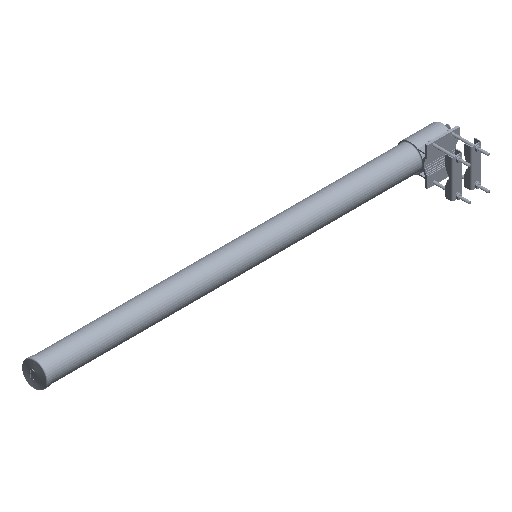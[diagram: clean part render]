
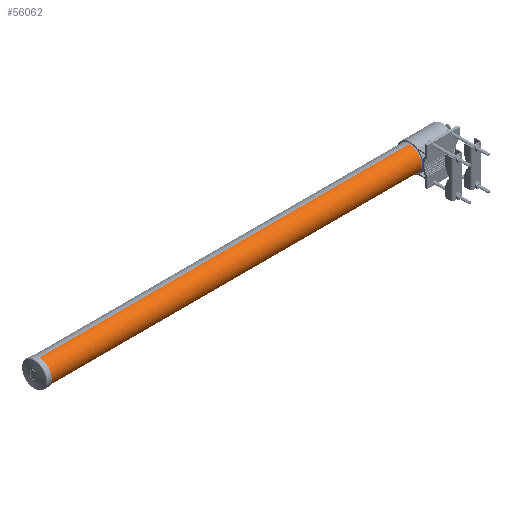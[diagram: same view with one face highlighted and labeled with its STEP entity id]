
A CAD part, isometric view. The second image highlights one B-rep face of the part: STEP entity #56062.
In plain terms, the highlighted cylindrical face has radius 37.465 mm (diameter 74.93 mm), a partial arc.
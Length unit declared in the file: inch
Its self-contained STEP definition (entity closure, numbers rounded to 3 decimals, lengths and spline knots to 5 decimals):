
#1628 = DIRECTION ( 'NONE',  ( 0., 0., -1. ) ) ;
#3055 = VERTEX_POINT ( 'NONE', #28852 ) ;
#4078 = ORIENTED_EDGE ( 'NONE', *, *, #20295, .T. ) ;
#6462 = AXIS2_PLACEMENT_3D ( 'NONE', #25161, #39596, #58766 ) ;
#6538 = LINE ( 'NONE', #36039, #22876 ) ;
#7787 = VERTEX_POINT ( 'NONE', #48872 ) ;
#12460 = EDGE_LOOP ( 'NONE', ( #30263, #26188, #4078, #41009 ) ) ;
#13008 = CARTESIAN_POINT ( 'NONE',  ( -49.42588, 0., 1.475 ) ) ;
#14401 = VECTOR ( 'NONE', #28618, 39.37008 ) ;
#16616 = CARTESIAN_POINT ( 'NONE',  ( -50.25, 0., 0. ) ) ;
#17718 = EDGE_CURVE ( 'NONE', #27324, #3055, #28303, .T. ) ;
#19386 = AXIS2_PLACEMENT_3D ( 'NONE', #28325, #32434, #51573 ) ;
#20295 = EDGE_CURVE ( 'NONE', #26795, #7787, #6538, .T. ) ;
#22876 = VECTOR ( 'NONE', #49835, 39.37008 ) ;
#24198 = CARTESIAN_POINT ( 'NONE',  ( -50.25, 0., 1.475 ) ) ;
#25161 = CARTESIAN_POINT ( 'NONE',  ( -49.42588, 0., 0. ) ) ;
#25166 = CYLINDRICAL_SURFACE ( 'NONE', #28992, 1.475 ) ;
#26188 = ORIENTED_EDGE ( 'NONE', *, *, #60158, .T. ) ;
#26795 = VERTEX_POINT ( 'NONE', #45683 ) ;
#27324 = VERTEX_POINT ( 'NONE', #13008 ) ;
#27490 = EDGE_CURVE ( 'NONE', #3055, #7787, #48498, .T. ) ;
#28303 = LINE ( 'NONE', #24198, #14401 ) ;
#28325 = CARTESIAN_POINT ( 'NONE',  ( -4.05894, 0., 0. ) ) ;
#28618 = DIRECTION ( 'NONE',  ( 1., 0., 0. ) ) ;
#28852 = CARTESIAN_POINT ( 'NONE',  ( -4.05894, 0., 1.475 ) ) ;
#28992 = AXIS2_PLACEMENT_3D ( 'NONE', #16616, #49945, #1628 ) ;
#30263 = ORIENTED_EDGE ( 'NONE', *, *, #17718, .F. ) ;
#32434 = DIRECTION ( 'NONE',  ( 1., 0., 0. ) ) ;
#33518 = CIRCLE ( 'NONE', #6462, 1.475 ) ;
#36039 = CARTESIAN_POINT ( 'NONE',  ( -50.25, 0., -1.475 ) ) ;
#39596 = DIRECTION ( 'NONE',  ( 1., 0., 0. ) ) ;
#41009 = ORIENTED_EDGE ( 'NONE', *, *, #27490, .F. ) ;
#45683 = CARTESIAN_POINT ( 'NONE',  ( -49.42588, 0., -1.475 ) ) ;
#48498 = CIRCLE ( 'NONE', #19386, 1.475 ) ;
#48872 = CARTESIAN_POINT ( 'NONE',  ( -4.05894, 0., -1.475 ) ) ;
#49031 = FACE_OUTER_BOUND ( 'NONE', #12460, .T. ) ;
#49835 = DIRECTION ( 'NONE',  ( 1., 0., 0. ) ) ;
#49945 = DIRECTION ( 'NONE',  ( 1., 0., 0. ) ) ;
#51573 = DIRECTION ( 'NONE',  ( 0., 0., -1. ) ) ;
#56062 = ADVANCED_FACE ( 'NONE', ( #49031 ), #25166, .T. ) ;
#58766 = DIRECTION ( 'NONE',  ( 0., 0., -1. ) ) ;
#60158 = EDGE_CURVE ( 'NONE', #27324, #26795, #33518, .T. ) ;
